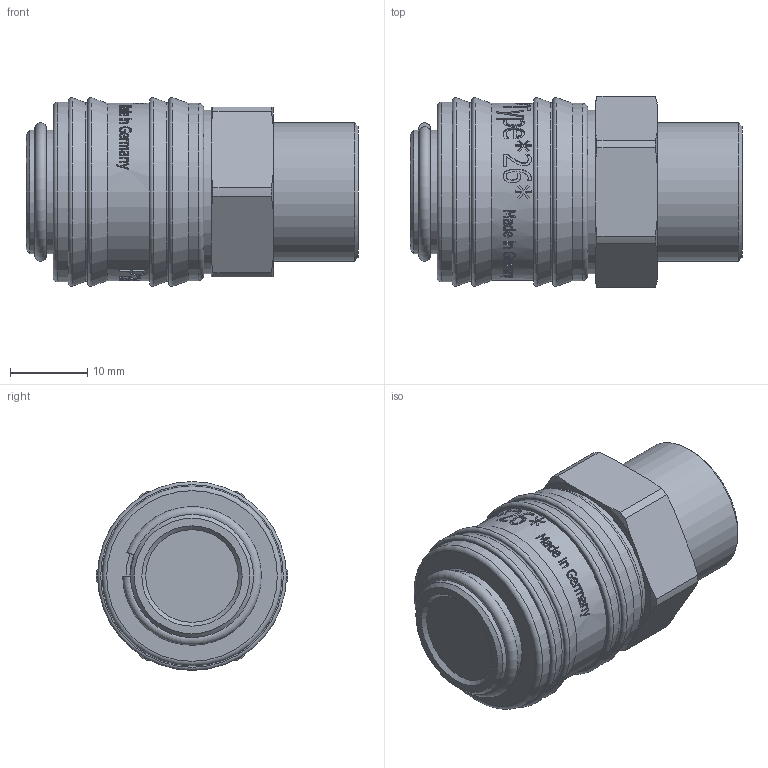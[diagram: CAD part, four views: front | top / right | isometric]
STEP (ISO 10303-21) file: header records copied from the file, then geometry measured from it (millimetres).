
FILE_DESCRIPTION(/* description */ ('STEP AP214'),/* implementation_level */ '2;1');
FILE_NAME(/* name */ '26KAAD18MPX',/* time_stamp */ '2022-09-13T13:30:12+02:00',/* author */ ('License CC BY-ND 4.0'),/* organization */ ('CADENAS'),/* preprocessor_version */ 'ST-DEVELOPER v18.102',/* originating_system */ 'PARTsolutions',/* authorisation */ ' ');
FILE_SCHEMA (('AUTOMOTIVE_DESIGN {1 0 10303 214 3 1 1}'));
Products named in the file (3): 26KAAD18MPX; 26KAAD18MPX_PART2; 26KAAD18MPX_PART1
Assembly tree (2 placements, depth 2):
  26KAAD18MPX
    26KAAD18MPX_PART2
    26KAAD18MPX_PART1
Bounding box: 43 x 24.8 x 24.45 mm (x, y, z)
Volume: 14769.2 mm3; surface area: 4546.7 mm2
Topology: 2 solids, 2 shells, 679 faces, 1839 edges, 1225 vertices
Faces by surface type: bspline 350, plane 236, cylinder 63, cone 21, torus 9
Full cylindrical faces by diameter (mm): 14.95 x1, 15.95 x2, 17.968 x1, 21.19 x1, 22.95 x2, 23.3 x1
Entity records: 93176 total; most frequent: CARTESIAN_POINT 74502, ORIENTED_EDGE 3602, EDGE_CURVE 1801, DIRECTION 1585, VERTEX_POINT 1214, B_SPLINE_CURVE_WITH_KNOTS 1156, EDGE_LOOP 767, FACE_BOUND 767
